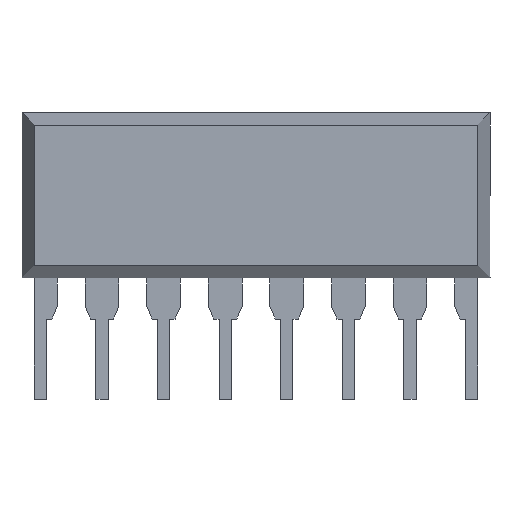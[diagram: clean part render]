
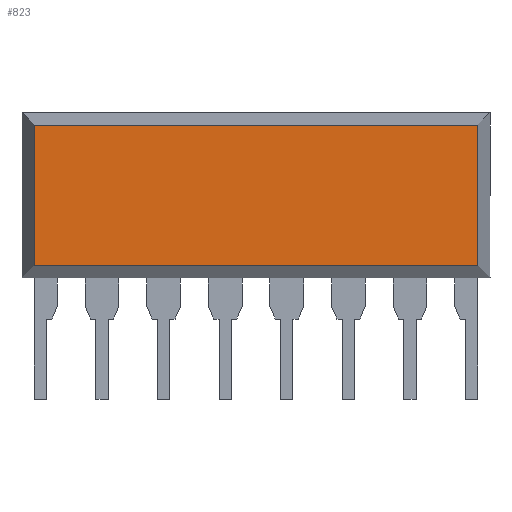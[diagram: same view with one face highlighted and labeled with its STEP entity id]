
A CAD part, left-side view. The second image highlights one B-rep face of the part: STEP entity #823.
In plain terms, the highlighted planar face has unit normal (-1, 0, 0).
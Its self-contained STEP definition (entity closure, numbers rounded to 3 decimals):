
#18 = EDGE_CURVE ( 'NONE', #791, #3318, #4251, .T. ) ;
#161 = VERTEX_POINT ( 'NONE', #4453 ) ;
#263 = DIRECTION ( 'NONE',  ( 0., 0., 1. ) ) ;
#408 = DIRECTION ( 'NONE',  ( 0., 0., -1. ) ) ;
#465 = ORIENTED_EDGE ( 'NONE', *, *, #18, .T. ) ;
#549 = ORIENTED_EDGE ( 'NONE', *, *, #4140, .T. ) ;
#556 = PLANE ( 'NONE',  #656 ) ;
#656 = AXIS2_PLACEMENT_3D ( 'NONE', #1662, #3180, #263 ) ;
#791 = VERTEX_POINT ( 'NONE', #2342 ) ;
#823 = ADVANCED_FACE ( 'NONE', ( #2752 ), #556, .T. ) ;
#918 = DIRECTION ( 'NONE',  ( 0., -1., 0. ) ) ;
#924 = CARTESIAN_POINT ( 'NONE',  ( -1.622, -9.15, 5.1 ) ) ;
#1085 = EDGE_CURVE ( 'NONE', #1909, #791, #2315, .T. ) ;
#1097 = ORIENTED_EDGE ( 'NONE', *, *, #1085, .T. ) ;
#1167 = LINE ( 'NONE', #4502, #1597 ) ;
#1226 = DIRECTION ( 'NONE',  ( 0., 1., 0. ) ) ;
#1569 = LINE ( 'NONE', #2682, #3899 ) ;
#1597 = VECTOR ( 'NONE', #408, 1000. ) ;
#1662 = CARTESIAN_POINT ( 'NONE',  ( -1.622, 0., 5.1 ) ) ;
#1665 = VECTOR ( 'NONE', #918, 1000. ) ;
#1909 = VERTEX_POINT ( 'NONE', #4471 ) ;
#1911 = EDGE_CURVE ( 'NONE', #161, #1909, #1167, .T. ) ;
#2110 = CARTESIAN_POINT ( 'NONE',  ( -1.622, -9.15, 8. ) ) ;
#2315 = LINE ( 'NONE', #2726, #1665 ) ;
#2342 = CARTESIAN_POINT ( 'NONE',  ( -1.622, -9.15, 2.2 ) ) ;
#2682 = CARTESIAN_POINT ( 'NONE',  ( -1.622, 0., 8. ) ) ;
#2726 = CARTESIAN_POINT ( 'NONE',  ( -1.622, 0., 2.2 ) ) ;
#2752 = FACE_OUTER_BOUND ( 'NONE', #2911, .T. ) ;
#2911 = EDGE_LOOP ( 'NONE', ( #465, #549, #4124, #1097 ) ) ;
#3146 = DIRECTION ( 'NONE',  ( 0., 0., 1. ) ) ;
#3180 = DIRECTION ( 'NONE',  ( -1., 0., 0. ) ) ;
#3318 = VERTEX_POINT ( 'NONE', #2110 ) ;
#3899 = VECTOR ( 'NONE', #1226, 1000. ) ;
#4124 = ORIENTED_EDGE ( 'NONE', *, *, #1911, .T. ) ;
#4140 = EDGE_CURVE ( 'NONE', #3318, #161, #1569, .T. ) ;
#4251 = LINE ( 'NONE', #924, #4700 ) ;
#4453 = CARTESIAN_POINT ( 'NONE',  ( -1.622, 9.15, 8. ) ) ;
#4471 = CARTESIAN_POINT ( 'NONE',  ( -1.622, 9.15, 2.2 ) ) ;
#4502 = CARTESIAN_POINT ( 'NONE',  ( -1.622, 9.15, 5.1 ) ) ;
#4700 = VECTOR ( 'NONE', #3146, 1000. ) ;
